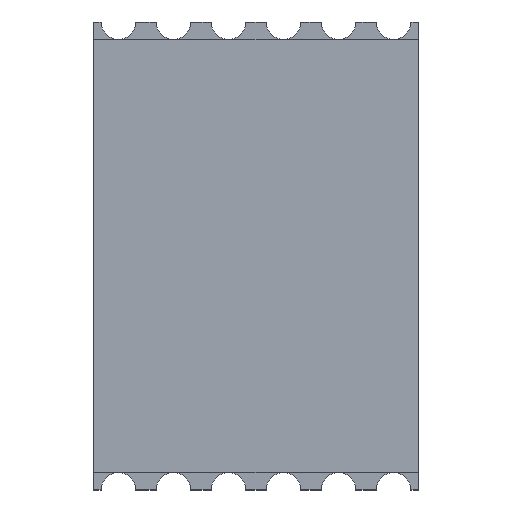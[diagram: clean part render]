
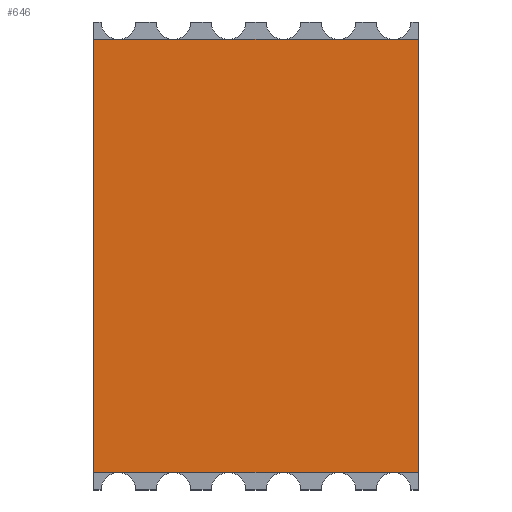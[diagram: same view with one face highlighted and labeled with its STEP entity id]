
A CAD part, top view. The second image highlights one B-rep face of the part: STEP entity #646.
In plain terms, the highlighted planar face has unit normal (0, 0, 1).
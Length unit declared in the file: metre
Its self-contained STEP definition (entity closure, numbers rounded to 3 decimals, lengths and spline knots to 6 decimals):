
#66=ORIENTED_EDGE('',*,*,#244,.T.);
#67=ORIENTED_EDGE('',*,*,#248,.T.);
#68=ORIENTED_EDGE('',*,*,#251,.F.);
#69=ORIENTED_EDGE('',*,*,#253,.F.);
#244=EDGE_CURVE('',#341,#340,#404,.T.);
#248=EDGE_CURVE('',#340,#343,#408,.T.);
#251=EDGE_CURVE('',#345,#343,#411,.T.);
#253=EDGE_CURVE('',#341,#345,#413,.T.);
#340=VERTEX_POINT('',#966);
#341=VERTEX_POINT('',#968);
#343=VERTEX_POINT('',#974);
#345=VERTEX_POINT('',#980);
#404=LINE('',#967,#476);
#408=LINE('',#975,#480);
#411=LINE('',#981,#483);
#413=LINE('',#984,#485);
#476=VECTOR('',#770,1.);
#480=VECTOR('',#776,1.);
#483=VECTOR('',#781,1.);
#485=VECTOR('',#785,1.);
#550=EDGE_LOOP('',(#66,#67,#68,#69));
#586=FACE_BOUND('',#550,.T.);
#622=PLANE('',#707);
#646=ADVANCED_FACE('',(#586),#622,.T.);
#707=AXIS2_PLACEMENT_3D('',#985,#786,#787);
#770=DIRECTION('',(-1.,0.,0.));
#776=DIRECTION('',(0.,-1.,0.));
#781=DIRECTION('',(-1.,0.,0.));
#785=DIRECTION('',(0.,-1.,0.));
#786=DIRECTION('',(0.,0.,1.));
#787=DIRECTION('',(1.,0.,0.));
#966=CARTESIAN_POINT('',(-0.00375,0.005,0.00375));
#967=CARTESIAN_POINT('',(0.,0.005,0.00375));
#968=CARTESIAN_POINT('',(0.00375,0.005,0.00375));
#974=CARTESIAN_POINT('',(-0.00375,-0.005,0.00375));
#975=CARTESIAN_POINT('',(-0.00375,0.,0.00375));
#980=CARTESIAN_POINT('',(0.00375,-0.005,0.00375));
#981=CARTESIAN_POINT('',(0.,-0.005,0.00375));
#984=CARTESIAN_POINT('',(0.00375,0.,0.00375));
#985=CARTESIAN_POINT('',(0.,0.,0.00375));
